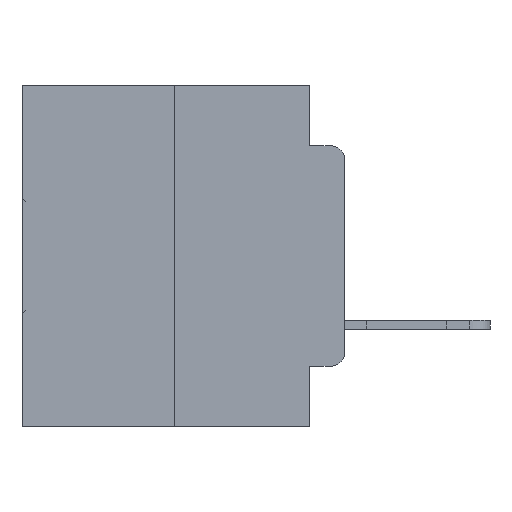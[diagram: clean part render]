
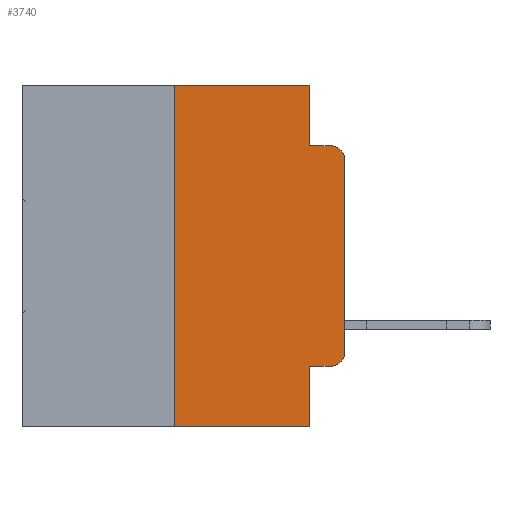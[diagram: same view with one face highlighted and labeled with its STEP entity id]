
A CAD part, left-side view. The second image highlights one B-rep face of the part: STEP entity #3740.
In plain terms, the highlighted planar face has unit normal (-1, 0, 0).
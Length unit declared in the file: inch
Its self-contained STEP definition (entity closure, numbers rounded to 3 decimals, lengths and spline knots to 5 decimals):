
#13 = EDGE_CURVE ( 'NONE', #29502, #18875, #24193, .T. ) ;
#25 = ORIENTED_EDGE ( 'NONE', *, *, #30184, .F. ) ;
#1523 = CARTESIAN_POINT ( 'NONE',  ( 0., 0.051, -0.5 ) ) ;
#1623 = VECTOR ( 'NONE', #5348, 39.37008 ) ;
#1795 = VECTOR ( 'NONE', #30551, 39.37008 ) ;
#1876 = EDGE_CURVE ( 'NONE', #13074, #29502, #23288, .T. ) ;
#2223 = ORIENTED_EDGE ( 'NONE', *, *, #24423, .F. ) ;
#2505 = CIRCLE ( 'NONE', #29506, 0.02 ) ;
#2516 = CARTESIAN_POINT ( 'NONE',  ( 0., 0.25, -0.5 ) ) ;
#2687 = VERTEX_POINT ( 'NONE', #2516 ) ;
#2820 = AXIS2_PLACEMENT_3D ( 'NONE', #21835, #12748, #12774 ) ;
#2866 = VERTEX_POINT ( 'NONE', #1523 ) ;
#3243 = VECTOR ( 'NONE', #25604, 39.37008 ) ;
#3740 = ADVANCED_FACE ( 'NONE', ( #30973 ), #28095, .F. ) ;
#4836 = CARTESIAN_POINT ( 'NONE',  ( 0., 0.473, 0. ) ) ;
#5170 = CARTESIAN_POINT ( 'NONE',  ( 0., 0.051, 0. ) ) ;
#5348 = DIRECTION ( 'NONE',  ( 0., 0., 1. ) ) ;
#5572 = CARTESIAN_POINT ( 'NONE',  ( 0., 0.02, -0.3915 ) ) ;
#5611 = ORIENTED_EDGE ( 'NONE', *, *, #17987, .T. ) ;
#6094 = CARTESIAN_POINT ( 'NONE',  ( 0., 0.051, -0.0885 ) ) ;
#7507 = DIRECTION ( 'NONE',  ( 0., -1., 0. ) ) ;
#7754 = ORIENTED_EDGE ( 'NONE', *, *, #29948, .T. ) ;
#7957 = DIRECTION ( 'NONE',  ( 0., 0., -1. ) ) ;
#8315 = DIRECTION ( 'NONE',  ( 0., 0., -1. ) ) ;
#8609 = DIRECTION ( 'NONE',  ( 0., -1., 0. ) ) ;
#8911 = ORIENTED_EDGE ( 'NONE', *, *, #27399, .F. ) ;
#9127 = LINE ( 'NONE', #22210, #9882 ) ;
#9568 = LINE ( 'NONE', #13170, #1623 ) ;
#9882 = VECTOR ( 'NONE', #7507, 39.37008 ) ;
#10600 = CARTESIAN_POINT ( 'NONE',  ( 0., 0., -0.3915 ) ) ;
#11086 = DIRECTION ( 'NONE',  ( 0., 0., -1. ) ) ;
#11639 = CARTESIAN_POINT ( 'NONE',  ( 0., 0.051, -0.4115 ) ) ;
#12748 = DIRECTION ( 'NONE',  ( -1., 0., 0. ) ) ;
#12774 = DIRECTION ( 'NONE',  ( 0., 0., -1. ) ) ;
#13039 = VECTOR ( 'NONE', #23742, 39.37008 ) ;
#13074 = VERTEX_POINT ( 'NONE', #10600 ) ;
#13118 = VERTEX_POINT ( 'NONE', #6094 ) ;
#13170 = CARTESIAN_POINT ( 'NONE',  ( 0., 0.25, 0. ) ) ;
#14451 = CARTESIAN_POINT ( 'NONE',  ( 0., 0.473, -0.5 ) ) ;
#15205 = CARTESIAN_POINT ( 'NONE',  ( 0., 0.051, -0.0885 ) ) ;
#15336 = VECTOR ( 'NONE', #8609, 39.37008 ) ;
#15590 = CARTESIAN_POINT ( 'NONE',  ( 0., 0.051, 0. ) ) ;
#15612 = LINE ( 'NONE', #14451, #1795 ) ;
#15746 = VERTEX_POINT ( 'NONE', #15590 ) ;
#15965 = VECTOR ( 'NONE', #17608, 39.37008 ) ;
#16306 = VECTOR ( 'NONE', #7957, 39.37008 ) ;
#16697 = ORIENTED_EDGE ( 'NONE', *, *, #1876, .T. ) ;
#16729 = LINE ( 'NONE', #15205, #15965 ) ;
#17082 = ORIENTED_EDGE ( 'NONE', *, *, #25942, .F. ) ;
#17584 = LINE ( 'NONE', #20882, #15336 ) ;
#17608 = DIRECTION ( 'NONE',  ( 0., -1., 0. ) ) ;
#17685 = EDGE_LOOP ( 'NONE', ( #16697, #18992, #25, #8911, #28031, #17082, #7754, #2223, #23882, #5611 ) ) ;
#17987 = EDGE_CURVE ( 'NONE', #22357, #13074, #2505, .T. ) ;
#18875 = VERTEX_POINT ( 'NONE', #30489 ) ;
#18992 = ORIENTED_EDGE ( 'NONE', *, *, #13, .T. ) ;
#19649 = EDGE_CURVE ( 'NONE', #28103, #22357, #9127, .T. ) ;
#20469 = CARTESIAN_POINT ( 'NONE',  ( 0., 0.02, -0.4115 ) ) ;
#20882 = CARTESIAN_POINT ( 'NONE',  ( 0., 0.473, 0. ) ) ;
#21319 = CARTESIAN_POINT ( 'NONE',  ( 0., 0.051, 0. ) ) ;
#21660 = EDGE_CURVE ( 'NONE', #28180, #15746, #17584, .T. ) ;
#21835 = CARTESIAN_POINT ( 'NONE',  ( 0., 0.02, -0.1085 ) ) ;
#22210 = CARTESIAN_POINT ( 'NONE',  ( 0., 0.051, -0.4115 ) ) ;
#22357 = VERTEX_POINT ( 'NONE', #20469 ) ;
#23002 = DIRECTION ( 'NONE',  ( -1., 0., 0. ) ) ;
#23288 = LINE ( 'NONE', #25383, #3243 ) ;
#23462 = LINE ( 'NONE', #5170, #16306 ) ;
#23742 = DIRECTION ( 'NONE',  ( 0., 0., -1. ) ) ;
#23882 = ORIENTED_EDGE ( 'NONE', *, *, #19649, .T. ) ;
#24193 = CIRCLE ( 'NONE', #2820, 0.02 ) ;
#24423 = EDGE_CURVE ( 'NONE', #28103, #2866, #23462, .T. ) ;
#25383 = CARTESIAN_POINT ( 'NONE',  ( 0., 0., 0. ) ) ;
#25604 = DIRECTION ( 'NONE',  ( 0., 0., 1. ) ) ;
#25942 = EDGE_CURVE ( 'NONE', #2687, #28180, #9568, .T. ) ;
#27399 = EDGE_CURVE ( 'NONE', #15746, #13118, #31394, .T. ) ;
#27682 = AXIS2_PLACEMENT_3D ( 'NONE', #4836, #29712, #11086 ) ;
#28031 = ORIENTED_EDGE ( 'NONE', *, *, #21660, .F. ) ;
#28095 = PLANE ( 'NONE',  #27682 ) ;
#28103 = VERTEX_POINT ( 'NONE', #11639 ) ;
#28180 = VERTEX_POINT ( 'NONE', #30511 ) ;
#29502 = VERTEX_POINT ( 'NONE', #29593 ) ;
#29506 = AXIS2_PLACEMENT_3D ( 'NONE', #5572, #23002, #8315 ) ;
#29593 = CARTESIAN_POINT ( 'NONE',  ( 0., 0., -0.1085 ) ) ;
#29712 = DIRECTION ( 'NONE',  ( 1., 0., 0. ) ) ;
#29948 = EDGE_CURVE ( 'NONE', #2687, #2866, #15612, .T. ) ;
#30184 = EDGE_CURVE ( 'NONE', #13118, #18875, #16729, .T. ) ;
#30489 = CARTESIAN_POINT ( 'NONE',  ( 0., 0.02, -0.0885 ) ) ;
#30511 = CARTESIAN_POINT ( 'NONE',  ( 0., 0.25, 0. ) ) ;
#30551 = DIRECTION ( 'NONE',  ( 0., -1., 0. ) ) ;
#30973 = FACE_OUTER_BOUND ( 'NONE', #17685, .T. ) ;
#31394 = LINE ( 'NONE', #21319, #13039 ) ;
